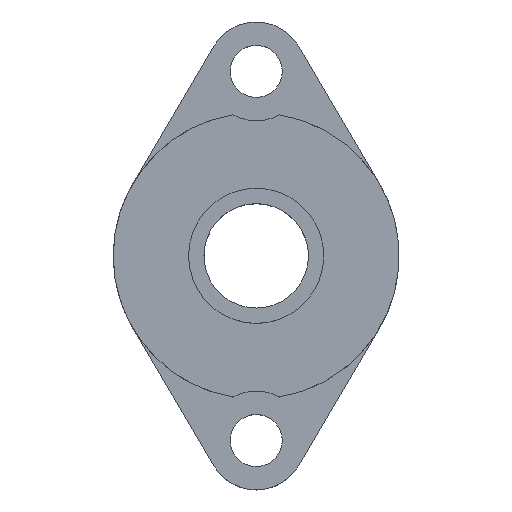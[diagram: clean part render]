
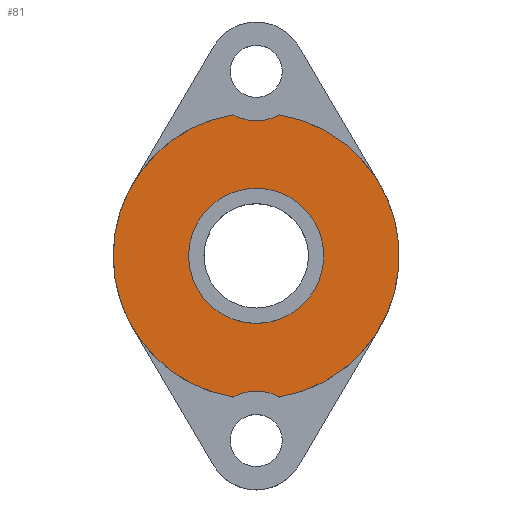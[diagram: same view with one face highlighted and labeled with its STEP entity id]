
A CAD part, top view. The second image highlights one B-rep face of the part: STEP entity #81.
In plain terms, the highlighted planar face has unit normal (0, 0, 1).
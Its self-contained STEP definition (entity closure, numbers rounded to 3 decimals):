
#29 = CARTESIAN_POINT ( 'NONE',  ( 0., 0., 16. ) ) ;
#47 = DIRECTION ( 'NONE',  ( 1., 0., 0. ) ) ;
#55 = EDGE_LOOP ( 'NONE', ( #589, #813 ) ) ;
#57 = VERTEX_POINT ( 'NONE', #176 ) ;
#59 = CARTESIAN_POINT ( 'NONE',  ( 0., 0., 16. ) ) ;
#81 = ADVANCED_FACE ( 'NONE', ( #647, #700 ), #836, .T. ) ;
#92 = VERTEX_POINT ( 'NONE', #572 ) ;
#94 = VERTEX_POINT ( 'NONE', #270 ) ;
#105 = AXIS2_PLACEMENT_3D ( 'NONE', #240, #767, #638 ) ;
#106 = EDGE_CURVE ( 'NONE', #210, #683, #498, .T. ) ;
#133 = AXIS2_PLACEMENT_3D ( 'NONE', #529, #407, #726 ) ;
#142 = CIRCLE ( 'NONE', #815, 27.5 ) ;
#146 = DIRECTION ( 'NONE',  ( 1., 0., 0. ) ) ;
#154 = CIRCLE ( 'NONE', #353, 27.5 ) ;
#176 = CARTESIAN_POINT ( 'NONE',  ( 13., 0., 16. ) ) ;
#179 = EDGE_CURVE ( 'NONE', #850, #92, #807, .T. ) ;
#185 = CARTESIAN_POINT ( 'NONE',  ( 0., 0., 16. ) ) ;
#188 = AXIS2_PLACEMENT_3D ( 'NONE', #205, #469, #146 ) ;
#190 = ORIENTED_EDGE ( 'NONE', *, *, #106, .T. ) ;
#205 = CARTESIAN_POINT ( 'NONE',  ( 0., -35.5, 16. ) ) ;
#210 = VERTEX_POINT ( 'NONE', #739 ) ;
#223 = CARTESIAN_POINT ( 'NONE',  ( 0., 0., 16. ) ) ;
#227 = DIRECTION ( 'NONE',  ( 0., 0., 1. ) ) ;
#240 = CARTESIAN_POINT ( 'NONE',  ( 0., -17.75, 16. ) ) ;
#270 = CARTESIAN_POINT ( 'NONE',  ( -27.5, 0., 16. ) ) ;
#310 = EDGE_CURVE ( 'NONE', #666, #57, #770, .T. ) ;
#315 = DIRECTION ( 'NONE',  ( 0., 0., 1. ) ) ;
#349 = ORIENTED_EDGE ( 'NONE', *, *, #428, .T. ) ;
#353 = AXIS2_PLACEMENT_3D ( 'NONE', #809, #227, #415 ) ;
#359 = DIRECTION ( 'NONE',  ( 1., 0., 0. ) ) ;
#367 = AXIS2_PLACEMENT_3D ( 'NONE', #223, #619, #359 ) ;
#400 = EDGE_CURVE ( 'NONE', #57, #666, #702, .T. ) ;
#407 = DIRECTION ( 'NONE',  ( 0., 0., -1. ) ) ;
#415 = DIRECTION ( 'NONE',  ( 1., 0., 0. ) ) ;
#428 = EDGE_CURVE ( 'NONE', #94, #850, #154, .T. ) ;
#431 = ORIENTED_EDGE ( 'NONE', *, *, #179, .T. ) ;
#454 = AXIS2_PLACEMENT_3D ( 'NONE', #29, #559, #751 ) ;
#469 = DIRECTION ( 'NONE',  ( 0., 0., -1. ) ) ;
#498 = CIRCLE ( 'NONE', #133, 9.5 ) ;
#509 = AXIS2_PLACEMENT_3D ( 'NONE', #185, #843, #47 ) ;
#529 = CARTESIAN_POINT ( 'NONE',  ( 0., 35.5, 16. ) ) ;
#531 = CARTESIAN_POINT ( 'NONE',  ( -4.494, 27.13, 16. ) ) ;
#534 = ORIENTED_EDGE ( 'NONE', *, *, #614, .T. ) ;
#551 = CIRCLE ( 'NONE', #509, 27.5 ) ;
#559 = DIRECTION ( 'NONE',  ( 0., 0., 1. ) ) ;
#567 = DIRECTION ( 'NONE',  ( 1., 0., 0. ) ) ;
#572 = CARTESIAN_POINT ( 'NONE',  ( 4.494, -27.13, 16. ) ) ;
#589 = ORIENTED_EDGE ( 'NONE', *, *, #310, .F. ) ;
#614 = EDGE_CURVE ( 'NONE', #683, #94, #551, .T. ) ;
#619 = DIRECTION ( 'NONE',  ( 0., 0., 1. ) ) ;
#623 = EDGE_CURVE ( 'NONE', #92, #210, #142, .T. ) ;
#638 = DIRECTION ( 'NONE',  ( 1., 0., 0. ) ) ;
#647 = FACE_BOUND ( 'NONE', #55, .T. ) ;
#657 = ORIENTED_EDGE ( 'NONE', *, *, #623, .T. ) ;
#666 = VERTEX_POINT ( 'NONE', #797 ) ;
#676 = EDGE_LOOP ( 'NONE', ( #431, #657, #190, #534, #349 ) ) ;
#683 = VERTEX_POINT ( 'NONE', #531 ) ;
#700 = FACE_OUTER_BOUND ( 'NONE', #676, .T. ) ;
#702 = CIRCLE ( 'NONE', #367, 13. ) ;
#726 = DIRECTION ( 'NONE',  ( 1., 0., 0. ) ) ;
#738 = CARTESIAN_POINT ( 'NONE',  ( -4.494, -27.13, 16. ) ) ;
#739 = CARTESIAN_POINT ( 'NONE',  ( 4.494, 27.13, 16. ) ) ;
#751 = DIRECTION ( 'NONE',  ( 1., 0., 0. ) ) ;
#767 = DIRECTION ( 'NONE',  ( 0., 0., 1. ) ) ;
#770 = CIRCLE ( 'NONE', #454, 13. ) ;
#797 = CARTESIAN_POINT ( 'NONE',  ( -13., 0., 16. ) ) ;
#807 = CIRCLE ( 'NONE', #188, 9.5 ) ;
#809 = CARTESIAN_POINT ( 'NONE',  ( 0., 0., 16. ) ) ;
#813 = ORIENTED_EDGE ( 'NONE', *, *, #400, .F. ) ;
#815 = AXIS2_PLACEMENT_3D ( 'NONE', #59, #315, #567 ) ;
#836 = PLANE ( 'NONE',  #105 ) ;
#843 = DIRECTION ( 'NONE',  ( 0., 0., 1. ) ) ;
#850 = VERTEX_POINT ( 'NONE', #738 ) ;
